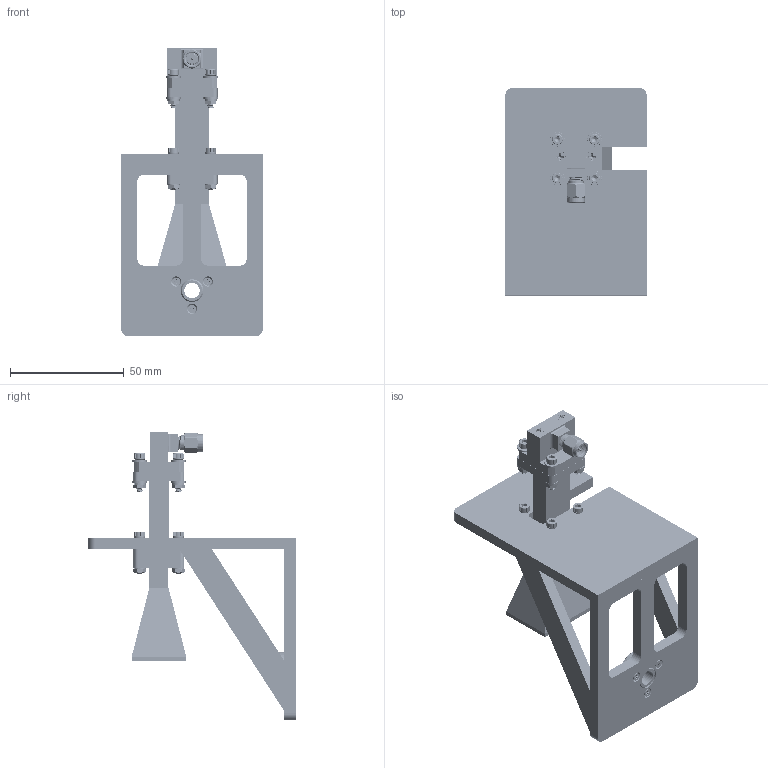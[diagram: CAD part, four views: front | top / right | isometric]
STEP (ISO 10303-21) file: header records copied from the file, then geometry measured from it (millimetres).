
FILE_DESCRIPTION (( 'STEP AP214' ), '1' );
FILE_NAME ('FM2WAN042-15KM_3D.step', '2024-07-17T23:29:13', ( '' ), ( '' ), 'SwSTEP 2.0', 'SolidWorks 2022', '' );
FILE_SCHEMA (( 'AUTOMOTIVE_DESIGN' ));
Length unit declared in the file: inch
Products named in the file (15): Copy of 908ÂÝÄ¸^FMWAN042-LMT_FM2WAN042-15KM; FMW42S001-1.5^FM2WAN042-15KM; FMWAN042-15^FM2WAN042-15KM; STDF RCTL^FMW42S001-1.5_FM2WAN042-15KM; 4-LW^FM2WAN042-15KM; Screw 4-40SH x 9_16^FM2WAN042-15KM; Copy of HD-ZJL-220 À®°ÈÌìÏßÖ§¼Ü^FMWAN042-LMT_FM2WAN042-15KM; Copy of cross recessed countersunk head screws gb1_GB_CROSS_SCREWS_TYPE4 M2X8-6.8  H type-N^FMWAN042-LMT_FM2WAN042-15KM; FBP220^FMW42S001-1.5_FM2WAN042-15KM; 4-FW^FM2WAN042-15KM_91166A230; SMW42AC001-KM^FM2WAN042-15KM; Screw 4-40SH x 5_8^FM2WAN042-15KM; FM2WAN042-15KM_3D; FMWAN042-LMT^FM2WAN042-15KM; 4-40HN-NARROW^FM2WAN042-15KM_90760A210
Assembly tree (44 placements, depth 3):
  FM2WAN042-15KM_3D
    FMWAN042-LMT^FM2WAN042-15KM
      Copy of HD-ZJL-220 À®°ÈÌìÏßÖ§¼Ü^FMWAN042-LMT_FM2WAN042-15KM
      Copy of 908ÂÝÄ¸^FMWAN042-LMT_FM2WAN042-15KM
      Copy of cross recessed countersunk head screws gb1_GB_CROSS_SCREWS_TYPE4 M2X8-6.8  H type-N^FMWAN042-LMT_FM2WAN042-15KM  x3
    FMW42S001-1.5^FM2WAN042-15KM
      FBP220^FMW42S001-1.5_FM2WAN042-15KM  x2
      STDF RCTL^FMW42S001-1.5_FM2WAN042-15KM
    FMWAN042-15^FM2WAN042-15KM
    SMW42AC001-KM^FM2WAN042-15KM
    4-LW^FM2WAN042-15KM  x8
    4-40HN-NARROW^FM2WAN042-15KM_90760A210  x8
    Screw 4-40SH x 5_8^FM2WAN042-15KM  x4
    Screw 4-40SH x 9_16^FM2WAN042-15KM  x4
    4-FW^FM2WAN042-15KM_91166A230  x8
Bounding box: 62 x 91 x 126.63 mm (x, y, z)
Volume: 69575.3 mm3; surface area: 48209.7 mm2
Topology: 48 solids, 48 shells, 4646 faces, 13038 edges, 8502 vertices
Faces by surface type: plane 1608, cylinder 1329, cone 957, torus 688, bspline 64
Entity records: 67580 total; most frequent: CARTESIAN_POINT 32803, ORIENTED_EDGE 7968, DIRECTION 6088, EDGE_CURVE 3984, VERTEX_POINT 2612, AXIS2_PLACEMENT_3D 2353, EDGE_LOOP 1524, FACE_OUTER_BOUND 1432
